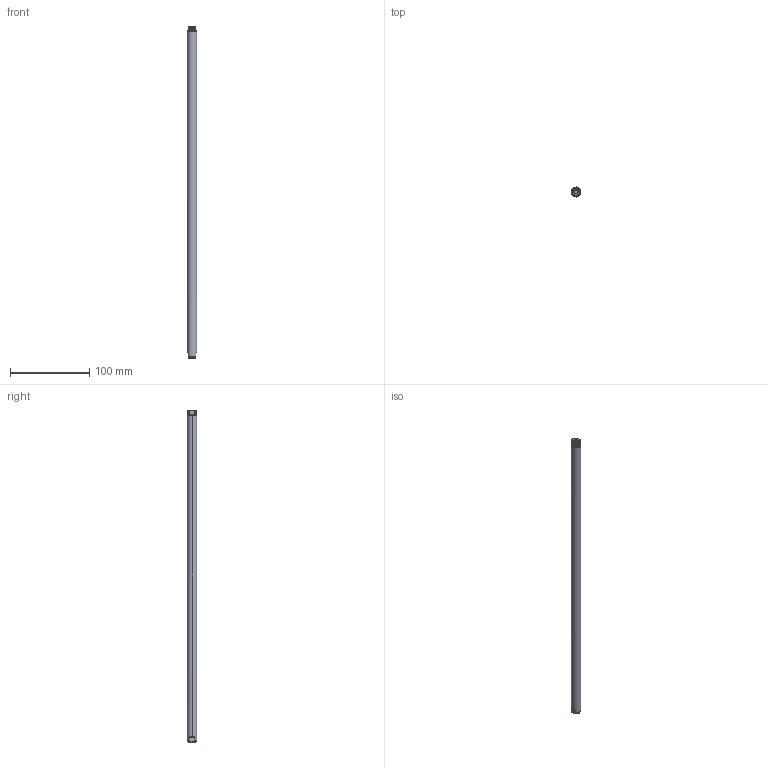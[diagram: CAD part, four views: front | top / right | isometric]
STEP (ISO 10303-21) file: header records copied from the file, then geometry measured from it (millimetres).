
FILE_DESCRIPTION (( 'STEP AP214' ), '1' );
FILE_NAME ('0186-0458_160331_PL01-12x420!380-LC.STEP', '2016-03-31T13:47:40', ( '' ), ( '' ), 'SwSTEP 2.0', 'SolidWorks 2016', '' );
FILE_SCHEMA (( 'AUTOMOTIVE_DESIGN' ));
Length unit declared in the file: millimetre
Products named in the file (1): 0186-0458_160331_PL01-12x420!380-LC
Bounding box: 12 x 12 x 420 mm (x, y, z)
Volume: 46902.2 mm3; surface area: 16408.9 mm2
Topology: 1 solids, 1 shells, 69 faces, 188 edges, 124 vertices
Faces by surface type: plane 23, torus 20, cylinder 18, cone 8
Entity records: 2518 total; most frequent: CARTESIAN_POINT 778, ORIENTED_EDGE 376, DIRECTION 336, EDGE_CURVE 188, AXIS2_PLACEMENT_3D 138, VERTEX_POINT 124, EDGE_LOOP 72, ADVANCED_FACE 69
